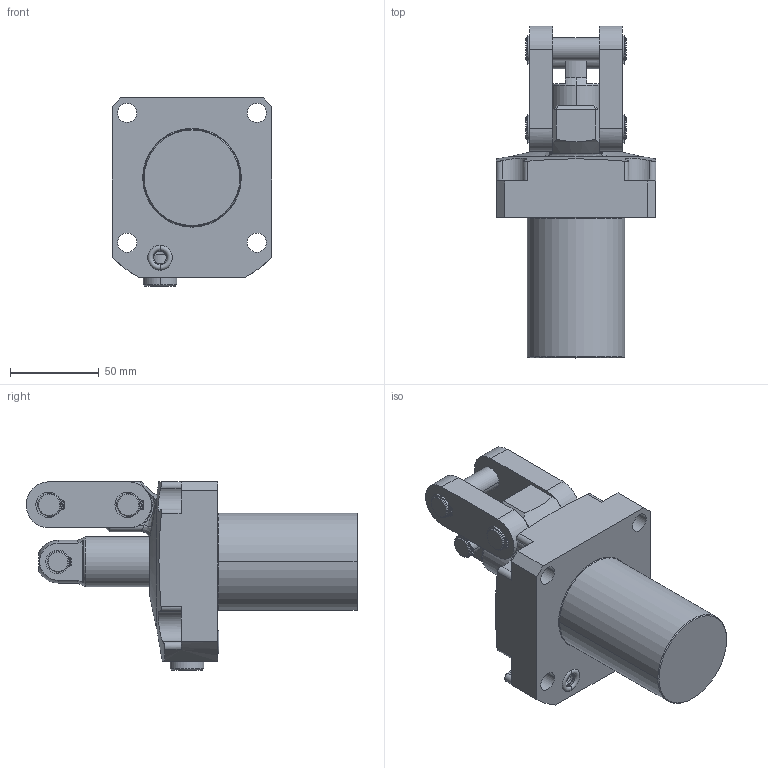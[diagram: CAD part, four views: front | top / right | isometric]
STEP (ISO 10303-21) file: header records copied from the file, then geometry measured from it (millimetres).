
FILE_DESCRIPTION((''),'2;1');
FILE_NAME('ILCMV41612800','2018-11-06T',('ngp'),(''),'PRO/ENGINEER BY PARAMETRIC TECHNOLOGY CORPORATION, 2013320','PRO/ENGINEER BY PARAMETRIC TECHNOLOGY CORPORATION, 2013320','');
FILE_SCHEMA(('AUTOMOTIVE_DESIGN { 1 0 10303 214 1 1 1 1 }'));
Length unit declared in the file: millimetre
Products named in the file (3): ILCMV41612800_BODY; ILCMV41612800_LUG; ILCMV41612800
Assembly tree (2 placements, depth 2):
  ILCMV41612800
    ILCMV41612800_BODY
    ILCMV41612800_LUG
Bounding box: 90 x 186.75 x 106.05 mm (x, y, z)
Volume: 571974.3 mm3; surface area: 82665.9 mm2
Topology: 3 solids, 5 shells, 345 faces, 887 edges, 567 vertices
Faces by surface type: cylinder 153, plane 120, cone 43, torus 17, sphere 8, bspline 4
Entity records: 13985 total; most frequent: CARTESIAN_POINT 2495, DIRECTION 1921, ORIENTED_EDGE 1758, PRESENTATION_STYLE_ASSIGNMENT 888, STYLED_ITEM 888, CURVE_STYLE 883, EDGE_CURVE 883, AXIS2_PLACEMENT_3D 771
